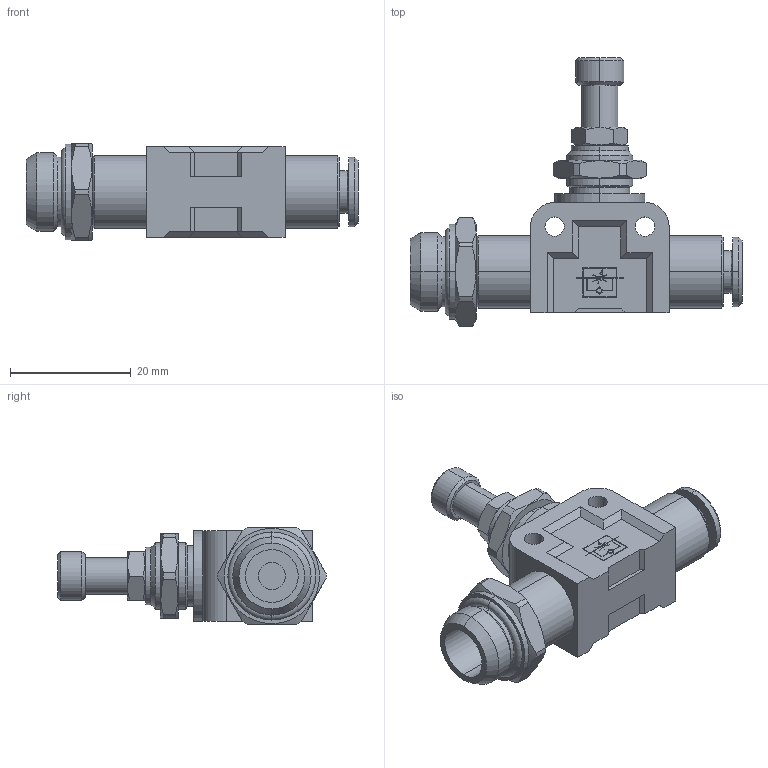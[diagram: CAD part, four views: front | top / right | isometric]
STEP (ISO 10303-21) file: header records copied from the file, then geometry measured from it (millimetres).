
FILE_DESCRIPTION (( 'STEP AP203' ), '1' );
FILE_NAME ('04250C32.STEP', '2011-06-22T09:39:40', ( '' ), ( 'sopra-pneumatic' ), 'SwSTEP 2.0', 'SolidWorks 2011', '' );
FILE_SCHEMA (( 'CONFIG_CONTROL_DESIGN' ));
Length unit declared in the file: millimetre
Products named in the file (1): 04250C32
Bounding box: 55.1 x 44.51 x 16 mm (x, y, z)
Volume: 10041.7 mm3; surface area: 5684.3 mm2
Topology: 1 solids, 6 shells, 264 faces, 652 edges, 421 vertices
Faces by surface type: plane 144, cylinder 78, cone 40, torus 2
Entity records: 8189 total; most frequent: CARTESIAN_POINT 1816, DIRECTION 1300, ORIENTED_EDGE 1300, EDGE_CURVE 650, AXIS2_PLACEMENT_3D 447, VERTEX_POINT 421, VECTOR 406, LINE 406
